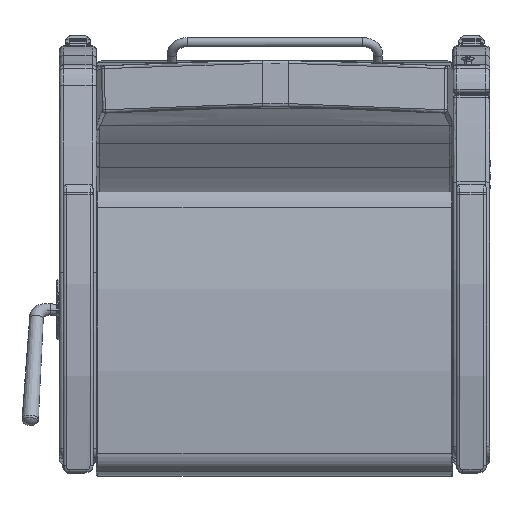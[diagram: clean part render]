
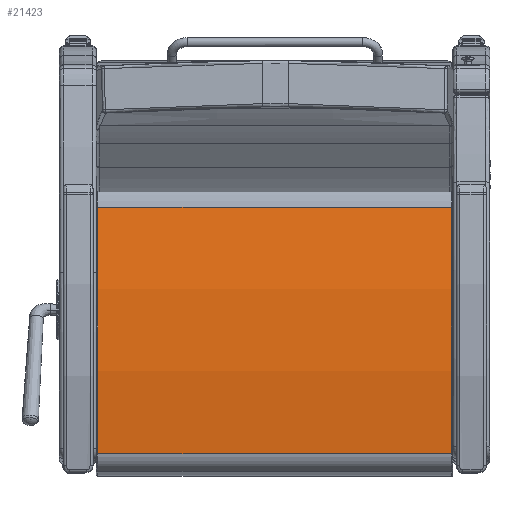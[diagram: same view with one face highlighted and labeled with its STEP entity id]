
A CAD part, front view. The second image highlights one B-rep face of the part: STEP entity #21423.
In plain terms, the highlighted free-form (B-spline) face has degree [3, 1] with [18, 2] control points.
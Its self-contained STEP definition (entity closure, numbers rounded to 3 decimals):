
#1360=ELLIPSE('',#24124,60.304,60.25);
#1362=ELLIPSE('',#24146,60.304,60.25);
#1422=B_SPLINE_SURFACE_WITH_KNOTS('',3,1,((#51610,#51611),(#51612,#51613),
(#51614,#51615),(#51616,#51617),(#51618,#51619),(#51620,#51621),(#51622,
#51623),(#51624,#51625),(#51626,#51627),(#51628,#51629),(#51630,#51631),
(#51632,#51633),(#51634,#51635),(#51636,#51637),(#51638,#51639),(#51640,
#51641),(#51642,#51643),(#51644,#51645)),.UNSPECIFIED.,.F.,.F.,.F.,(4,1,
1,1,1,1,1,1,1,1,1,1,1,1,1,4),(2,2),(-1.696,-1.668,
-1.64,-1.626,-1.599,-1.585,
-1.557,-1.543,-1.515,-1.501,-1.473,
-1.459,-1.431,-1.418,-1.39,
-1.362),(0.,110.49),.UNSPECIFIED.);
#3416=FACE_OUTER_BOUND('',#4773,.T.);
#4773=EDGE_LOOP('',(#19637,#19638,#19639,#19640));
#6195=LINE('',#51608,#7614);
#6196=LINE('',#51647,#7615);
#7614=VECTOR('',#30259,0.394);
#7615=VECTOR('',#30262,0.394);
#10895=VERTEX_POINT('',#51239);
#10896=VERTEX_POINT('',#51240);
#10915=VERTEX_POINT('',#51607);
#10916=VERTEX_POINT('',#51646);
#13978=EDGE_CURVE('',#10895,#10896,#1360,.T.);
#14007=EDGE_CURVE('',#10915,#10896,#6195,.T.);
#14009=EDGE_CURVE('',#10916,#10895,#6196,.T.);
#14010=EDGE_CURVE('',#10915,#10916,#1362,.T.);
#19637=ORIENTED_EDGE('',*,*,#13978,.F.);
#19638=ORIENTED_EDGE('',*,*,#14009,.F.);
#19639=ORIENTED_EDGE('',*,*,#14010,.F.);
#19640=ORIENTED_EDGE('',*,*,#14007,.T.);
#21423=ADVANCED_FACE('',(#3416),#1422,.T.);
#24124=AXIS2_PLACEMENT_3D('',#51241,#30208,#30209);
#24146=AXIS2_PLACEMENT_3D('',#51648,#30263,#30264);
#30208=DIRECTION('center_axis',(0.,0.,
-1.));
#30209=DIRECTION('ref_axis',(1.,0.,0.));
#30259=DIRECTION('',(0.,0.,-1.));
#30262=DIRECTION('',(0.,0.,-1.));
#30263=DIRECTION('center_axis',(0.,0.,1.));
#30264=DIRECTION('ref_axis',(1.,0.,0.));
#51239=CARTESIAN_POINT('',(3.609,-1.684,0.124));
#51240=CARTESIAN_POINT('',(23.658,-2.523,0.124));
#51241=CARTESIAN_POINT('Origin',(11.145,-61.462,0.124));
#51607=CARTESIAN_POINT('',(23.658,-2.523,28.876));
#51608=CARTESIAN_POINT('',(23.658,-2.523,29.));
#51610=CARTESIAN_POINT('Ctrl Pts',(3.609,-1.684,29.));
#51611=CARTESIAN_POINT('Ctrl Pts',(3.609,-1.684,-14.5));
#51612=CARTESIAN_POINT('Ctrl Pts',(4.165,-1.614,29.));
#51613=CARTESIAN_POINT('Ctrl Pts',(4.165,-1.614,-14.5));
#51614=CARTESIAN_POINT('Ctrl Pts',(5.278,-1.49,29.));
#51615=CARTESIAN_POINT('Ctrl Pts',(5.278,-1.49,-14.5));
#51616=CARTESIAN_POINT('Ctrl Pts',(6.673,-1.373,29.));
#51617=CARTESIAN_POINT('Ctrl Pts',(6.673,-1.373,-14.5));
#51618=CARTESIAN_POINT('Ctrl Pts',(8.071,-1.285,29.));
#51619=CARTESIAN_POINT('Ctrl Pts',(8.071,-1.285,-14.5));
#51620=CARTESIAN_POINT('Ctrl Pts',(9.19,-1.239,29.));
#51621=CARTESIAN_POINT('Ctrl Pts',(9.19,-1.239,-14.5));
#51622=CARTESIAN_POINT('Ctrl Pts',(10.59,-1.21,29.));
#51623=CARTESIAN_POINT('Ctrl Pts',(10.59,-1.21,-14.5));
#51624=CARTESIAN_POINT('Ctrl Pts',(11.71,-1.21,29.));
#51625=CARTESIAN_POINT('Ctrl Pts',(11.71,-1.21,-14.5));
#51626=CARTESIAN_POINT('Ctrl Pts',(13.11,-1.239,29.));
#51627=CARTESIAN_POINT('Ctrl Pts',(13.11,-1.239,-14.5));
#51628=CARTESIAN_POINT('Ctrl Pts',(14.229,-1.286,29.));
#51629=CARTESIAN_POINT('Ctrl Pts',(14.229,-1.286,-14.5));
#51630=CARTESIAN_POINT('Ctrl Pts',(15.626,-1.374,29.));
#51631=CARTESIAN_POINT('Ctrl Pts',(15.626,-1.374,-14.5));
#51632=CARTESIAN_POINT('Ctrl Pts',(16.742,-1.467,29.));
#51633=CARTESIAN_POINT('Ctrl Pts',(16.742,-1.467,-14.5));
#51634=CARTESIAN_POINT('Ctrl Pts',(18.135,-1.613,29.));
#51635=CARTESIAN_POINT('Ctrl Pts',(18.135,-1.613,-14.5));
#51636=CARTESIAN_POINT('Ctrl Pts',(19.246,-1.753,29.));
#51637=CARTESIAN_POINT('Ctrl Pts',(19.246,-1.753,-14.5));
#51638=CARTESIAN_POINT('Ctrl Pts',(20.631,-1.957,29.));
#51639=CARTESIAN_POINT('Ctrl Pts',(20.631,-1.957,-14.5));
#51640=CARTESIAN_POINT('Ctrl Pts',(22.012,-2.19,29.));
#51641=CARTESIAN_POINT('Ctrl Pts',(22.012,-2.19,-14.5));
#51642=CARTESIAN_POINT('Ctrl Pts',(23.111,-2.407,29.));
#51643=CARTESIAN_POINT('Ctrl Pts',(23.111,-2.407,-14.5));
#51644=CARTESIAN_POINT('Ctrl Pts',(23.658,-2.523,29.));
#51645=CARTESIAN_POINT('Ctrl Pts',(23.658,-2.523,-14.5));
#51646=CARTESIAN_POINT('',(3.609,-1.684,28.876));
#51647=CARTESIAN_POINT('',(3.609,-1.684,29.));
#51648=CARTESIAN_POINT('Origin',(11.145,-61.462,28.876));
